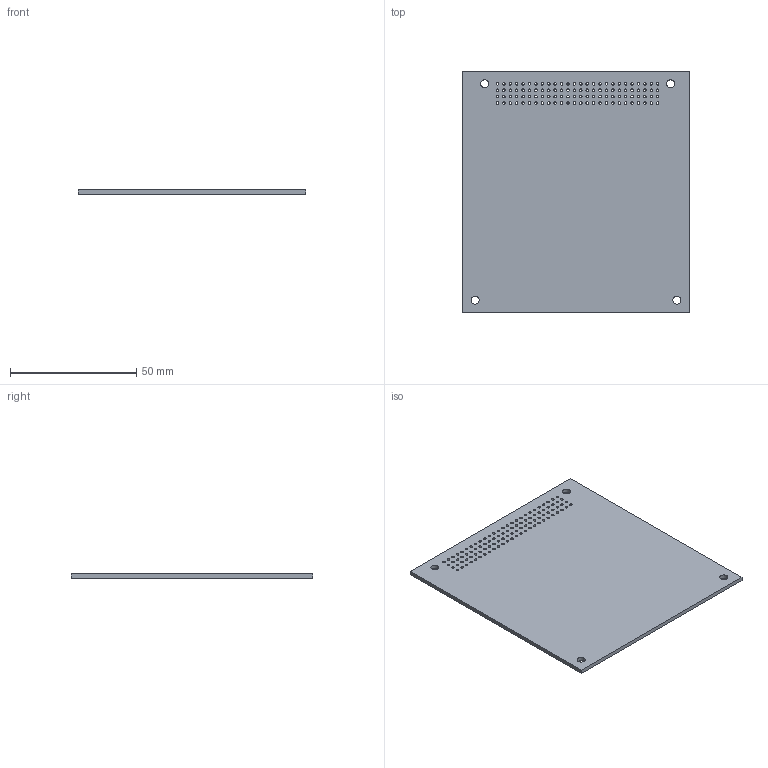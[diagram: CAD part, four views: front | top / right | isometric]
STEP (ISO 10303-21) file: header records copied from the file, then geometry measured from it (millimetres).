
FILE_DESCRIPTION(('KiCad electronic assembly'),'2;1');
FILE_NAME('PC104 Cubesat Template.step','2022-03-03T23:57:06',('Pcbnew') ,('Kicad'),'Open CASCADE STEP processor 7.6','KiCad to STEP converter' ,'Unknown');
FILE_SCHEMA(('AUTOMOTIVE_DESIGN { 1 0 10303 214 1 1 1 1 }'));
Length unit declared in the file: millimetre
Products named in the file (2): PC104 Cubesat Template 1; PC104 Cubesat Template PCB
Assembly tree (1 placements, depth 2):
  PC104 Cubesat Template 1
    PC104 Cubesat Template PCB
Bounding box: 90.17 x 95.89 x 1.6 mm (x, y, z)
Volume: 13652.1 mm3; surface area: 18247.6 mm2
Topology: 1 solids, 1 shells, 114 faces, 336 edges, 224 vertices
Faces by surface type: cylinder 108, plane 6
Full cylindrical faces by diameter (mm): 1 x104, 3.2 x4
Entity records: 9431 total; most frequent: CARTESIAN_POINT 2644, DIRECTION 1240, ORIENTED_EDGE 672, PCURVE 672, DEFINITIONAL_REPRESENTATION 672, LINE 576, VECTOR 576, EDGE_CURVE 336
